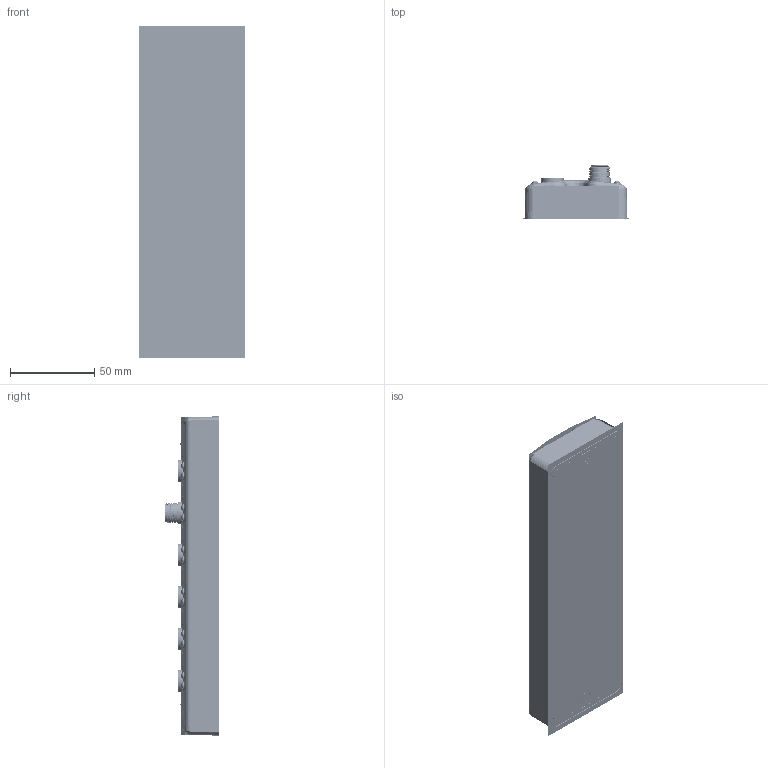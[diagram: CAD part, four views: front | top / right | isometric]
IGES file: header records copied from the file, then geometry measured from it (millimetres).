
Start section:  PTC IGES file: 250365_sm01.igs
Global section: file name: 250365_sm01.igs; native system: Creo Parametric by PTC Inc.; preprocessor: 2022414; author: banengservice; organization: Unknown; date: 20251107.074850; units: millimetre
Bounding box: 63.44 x 32.07 x 197.6 mm (x, y, z)
Volume: 233053.2 mm3; surface area: 196329.7 mm2
Topology: 1 solids, 1 shells, 5128 faces, 26004 edges, 32832 vertices
Faces by surface type: bspline 2498, revolution 2414, extrusion 216
